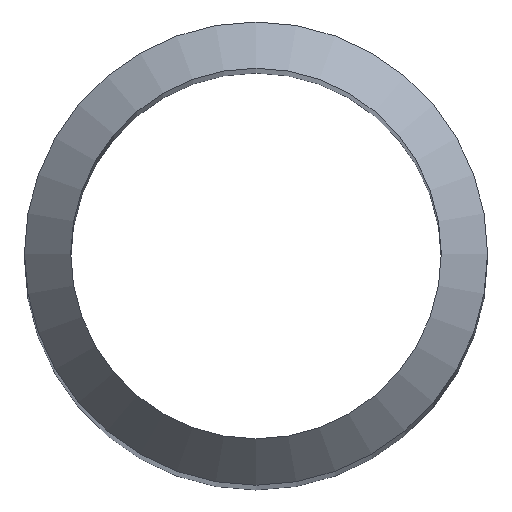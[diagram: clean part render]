
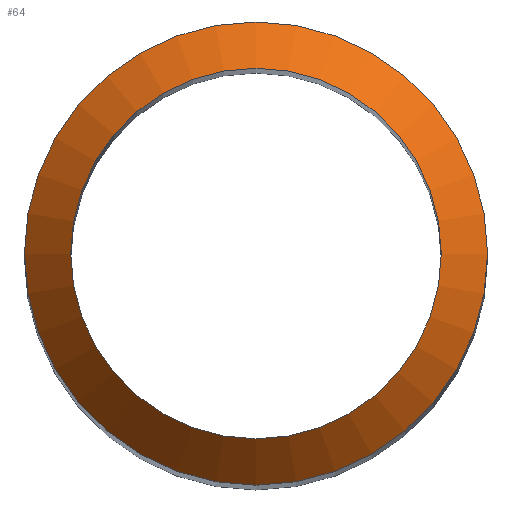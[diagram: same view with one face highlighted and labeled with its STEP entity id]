
A CAD part, top view. The second image highlights one B-rep face of the part: STEP entity #64.
In plain terms, the highlighted conical face has half-angle 45 degrees and reference radius 4.5 mm.
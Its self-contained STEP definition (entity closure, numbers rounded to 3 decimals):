
#19=FACE_OUTER_BOUND('',#23,.T.);
#23=EDGE_LOOP('',(#49,#50,#51,#52));
#28=LINE('',#116,#31);
#31=VECTOR('',#96,4.5);
#34=CIRCLE('',#83,4.);
#35=CIRCLE('',#84,5.);
#38=VERTEX_POINT('',#113);
#39=VERTEX_POINT('',#115);
#42=EDGE_CURVE('',#38,#38,#34,.T.);
#43=EDGE_CURVE('',#38,#39,#28,.T.);
#44=EDGE_CURVE('',#39,#39,#35,.T.);
#49=ORIENTED_EDGE('',*,*,#42,.T.);
#50=ORIENTED_EDGE('',*,*,#43,.T.);
#51=ORIENTED_EDGE('',*,*,#44,.T.);
#52=ORIENTED_EDGE('',*,*,#43,.F.);
#63=CONICAL_SURFACE('',#82,4.5,0.785);
#64=ADVANCED_FACE('',(#19),#63,.T.);
#82=AXIS2_PLACEMENT_3D('',#112,#92,#93);
#83=AXIS2_PLACEMENT_3D('',#114,#94,#95);
#84=AXIS2_PLACEMENT_3D('',#117,#97,#98);
#92=DIRECTION('center_axis',(0.,0.,-1.));
#93=DIRECTION('ref_axis',(1.,0.,0.));
#94=DIRECTION('center_axis',(0.,0.,-1.));
#95=DIRECTION('ref_axis',(1.,0.,0.));
#96=DIRECTION('',(-0.707,0.,-0.707));
#97=DIRECTION('center_axis',(0.,0.,1.));
#98=DIRECTION('ref_axis',(1.,0.,0.));
#112=CARTESIAN_POINT('Origin',(0.,0.,59.5));
#113=CARTESIAN_POINT('',(-4.,0.,60.));
#114=CARTESIAN_POINT('Origin',(0.,0.,60.));
#115=CARTESIAN_POINT('',(-5.,0.,59.));
#116=CARTESIAN_POINT('',(-4.5,0.,59.5));
#117=CARTESIAN_POINT('Origin',(0.,0.,59.));
